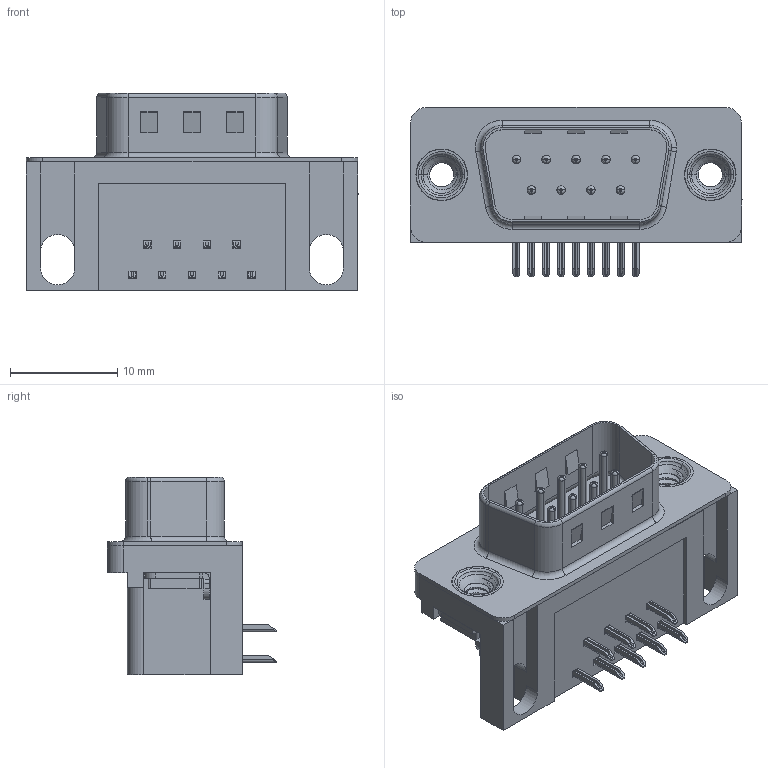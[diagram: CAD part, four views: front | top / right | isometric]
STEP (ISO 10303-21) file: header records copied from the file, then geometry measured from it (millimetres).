
FILE_DESCRIPTION (( 'STEP AP203' ), '1' );
FILE_NAME ('621-009-260-002.STEP', '2018-11-05T19:24:06', ( '' ), ( '' ), 'SwSTEP 2.0', 'SolidWorks 2016', '' );
FILE_SCHEMA (( 'CONFIG_CONTROL_DESIGN' ));
Length unit declared in the file: millimetre
Products named in the file (7): 621 4-40 Threaded Rivet; 621-009-260-002; 621 Housing_9 Socket; 621 Shell_9 Socket; 621 Contact Bottom; 621 Contact Top; 621 Non Board Mount
Assembly tree (15 placements, depth 2):
  621-009-260-002
    621 Housing_9 Socket
    621 Shell_9 Socket
    621 Contact Bottom  x4
    621 Contact Top  x5
    621 Non Board Mount  x2
    621 4-40 Threaded Rivet  x2
Bounding box: 30.89 x 15.73 x 18.4 mm (x, y, z)
Volume: 3211.1 mm3; surface area: 4248.3 mm2
Topology: 15 solids, 15 shells, 985 faces, 2463 edges, 1533 vertices
Faces by surface type: plane 571, cylinder 311, torus 85, cone 12, bspline 6
Entity records: 16180 total; most frequent: CARTESIAN_POINT 4127, DIRECTION 2372, ORIENTED_EDGE 2270, EDGE_CURVE 1135, AXIS2_PLACEMENT_3D 816, VECTOR 740, LINE 740, VERTEX_POINT 721
